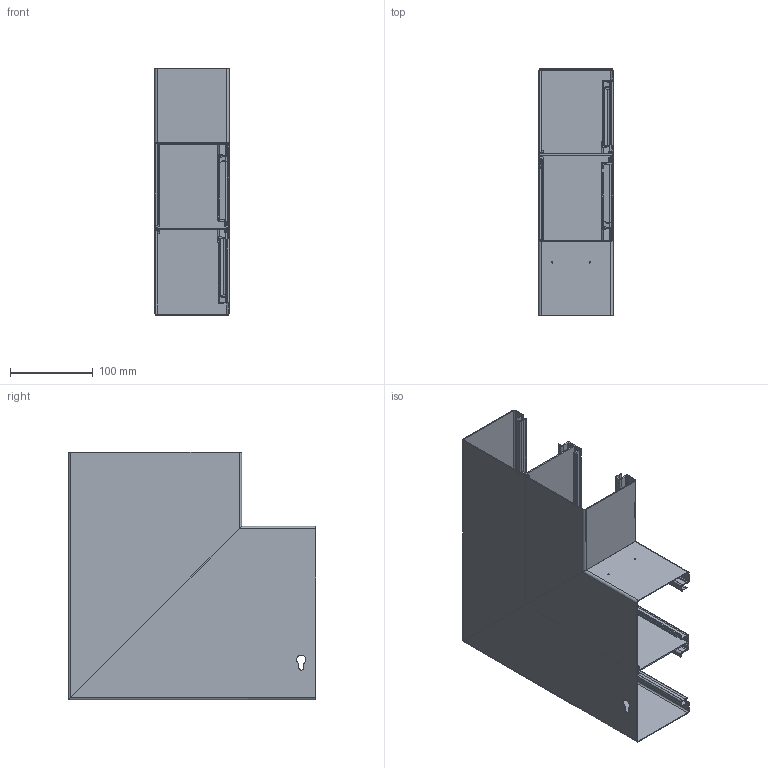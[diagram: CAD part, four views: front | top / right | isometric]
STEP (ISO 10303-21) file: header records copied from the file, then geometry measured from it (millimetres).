
FILE_DESCRIPTION (( 'STEP AP214' ), '1' );
FILE_NAME ('6278530.stp', '2016-06-08T14:47:02', ( '' ), ( '' ), 'SwSTEP 2.0', 'SolidWorks 2014', '' );
FILE_SCHEMA (( 'AUTOMOTIVE_DESIGN' ));
Length unit declared in the file: millimetre
Products named in the file (3): 6278530; 014939_G剅ungsst乧k f乺 GS-DFF90210 ; 024059T1_GS-DFF70210
Assembly tree (2 placements, depth 2):
  6278530
    024059T1_GS-DFF70210
    014939_G剅ungsst乧k f乺 GS-DFF90210 
Bounding box: 90 x 299.85 x 299.85 mm (x, y, z)
Volume: 292343.9 mm3; surface area: 501237.9 mm2
Topology: 3 solids, 3 shells, 516 faces, 1292 edges, 786 vertices
Faces by surface type: plane 279, cylinder 185, bspline 44, cone 8
Entity records: 15988 total; most frequent: CARTESIAN_POINT 4195, ORIENTED_EDGE 2584, DIRECTION 2222, EDGE_CURVE 1292, VECTOR 794, LINE 794, VERTEX_POINT 786, AXIS2_PLACEMENT_3D 714
